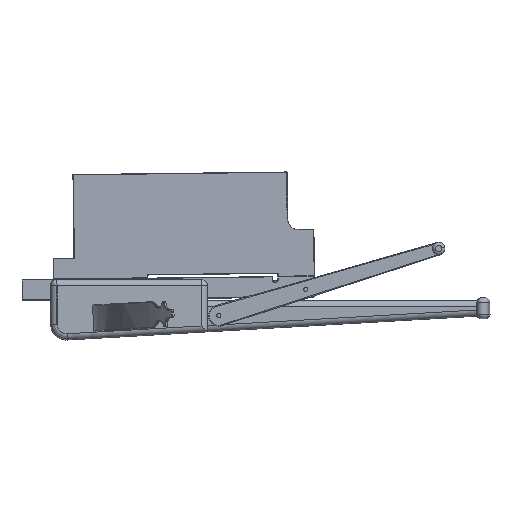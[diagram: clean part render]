
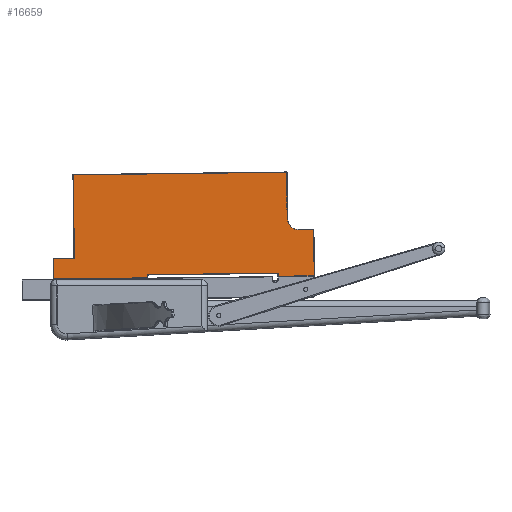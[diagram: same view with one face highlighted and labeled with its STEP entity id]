
A CAD part, top view. The second image highlights one B-rep face of the part: STEP entity #16659.
In plain terms, the highlighted face is planar.
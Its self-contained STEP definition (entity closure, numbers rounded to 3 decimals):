
#401 = CARTESIAN_POINT ( 'NONE',  ( 120.914, 64.051, 4. ) ) ;
#455 = CARTESIAN_POINT ( 'NONE',  ( 145.914, -35.349, 4. ) ) ;
#825 = CARTESIAN_POINT ( 'NONE',  ( 145.914, 9.351, 4. ) ) ;
#870 = DIRECTION ( 'NONE',  ( 1., 0., 0. ) ) ;
#909 = CIRCLE ( 'NONE', #28847, 10.3 ) ;
#992 = CARTESIAN_POINT ( 'NONE',  ( -14.086, -35.349, 4. ) ) ;
#1324 = CARTESIAN_POINT ( 'NONE',  ( 120.577, 45.173, 4. ) ) ;
#1424 = CARTESIAN_POINT ( 'NONE',  ( 131.277, 9.051, 4. ) ) ;
#1504 = EDGE_CURVE ( 'NONE', #1862, #11381, #13614, .T. ) ;
#1853 = CARTESIAN_POINT ( 'NONE',  ( -103.486, -35.649, 4. ) ) ;
#1862 = VERTEX_POINT ( 'NONE', #455 ) ;
#2749 = ORIENTED_EDGE ( 'NONE', *, *, #9497, .T. ) ;
#2884 = VERTEX_POINT ( 'NONE', #992 ) ;
#3131 = VERTEX_POINT ( 'NONE', #22340 ) ;
#3491 = VECTOR ( 'NONE', #30002, 1000. ) ;
#3699 = LINE ( 'NONE', #10537, #15539 ) ;
#3706 = CARTESIAN_POINT ( 'NONE',  ( 120.743, 50.836, 4. ) ) ;
#3763 = VECTOR ( 'NONE', #18229, 1000. ) ;
#4934 = VECTOR ( 'NONE', #12690, 1000. ) ;
#5400 = DIRECTION ( 'NONE',  ( 0., 0., 1. ) ) ;
#5514 = EDGE_CURVE ( 'NONE', #11381, #24996, #7721, .T. ) ;
#6023 = CARTESIAN_POINT ( 'NONE',  ( 120.994, 18.753, 4. ) ) ;
#6122 = CARTESIAN_POINT ( 'NONE',  ( 120.912, 60.274, 4. ) ) ;
#6457 = CARTESIAN_POINT ( 'NONE',  ( -83.486, -15.649, 4. ) ) ;
#6482 = CARTESIAN_POINT ( 'NONE',  ( -14.086, -32.649, 4. ) ) ;
#7485 = FACE_OUTER_BOUND ( 'NONE', #29080, .T. ) ;
#7721 = LINE ( 'NONE', #1424, #19562 ) ;
#7892 = VERTEX_POINT ( 'NONE', #16029 ) ;
#7993 = LINE ( 'NONE', #1853, #19818 ) ;
#8084 = CARTESIAN_POINT ( 'NONE',  ( -83.486, 64.051, 4. ) ) ;
#8729 = EDGE_CURVE ( 'NONE', #9306, #7892, #11344, .T. ) ;
#8870 = ORIENTED_EDGE ( 'NONE', *, *, #10300, .T. ) ;
#9091 = VERTEX_POINT ( 'NONE', #401 ) ;
#9306 = VERTEX_POINT ( 'NONE', #8084 ) ;
#9497 = EDGE_CURVE ( 'NONE', #24996, #27327, #909, .T. ) ;
#9778 = LINE ( 'NONE', #15814, #21647 ) ;
#9833 = CARTESIAN_POINT ( 'NONE',  ( -103.486, -15.949, 4. ) ) ;
#10051 = LINE ( 'NONE', #6482, #3763 ) ;
#10128 = AXIS2_PLACEMENT_3D ( 'NONE', #14797, #5400, #21951 ) ;
#10300 = EDGE_CURVE ( 'NONE', #27327, #9091, #21266, .T. ) ;
#10528 = CARTESIAN_POINT ( 'NONE',  ( 131.277, 19.351, 4. ) ) ;
#10537 = CARTESIAN_POINT ( 'NONE',  ( -13.786, -35.349, 4. ) ) ;
#10743 = CARTESIAN_POINT ( 'NONE',  ( 120.445, 31.957, 4. ) ) ;
#10751 = DIRECTION ( 'NONE',  ( 1., 0., 0. ) ) ;
#11344 = LINE ( 'NONE', #6457, #29473 ) ;
#11381 = VERTEX_POINT ( 'NONE', #16080 ) ;
#11643 = VECTOR ( 'NONE', #12517, 1000. ) ;
#12104 = ORIENTED_EDGE ( 'NONE', *, *, #8729, .T. ) ;
#12517 = DIRECTION ( 'NONE',  ( 0., -1., 0. ) ) ;
#12542 = ORIENTED_EDGE ( 'NONE', *, *, #15550, .T. ) ;
#12638 = DIRECTION ( 'NONE',  ( 0., 1., 0. ) ) ;
#12690 = DIRECTION ( 'NONE',  ( 1., 0., 0. ) ) ;
#12945 = DIRECTION ( 'NONE',  ( 1., 0., 0. ) ) ;
#13149 = CARTESIAN_POINT ( 'NONE',  ( 120.411, 37.623, 4. ) ) ;
#13614 = LINE ( 'NONE', #825, #19157 ) ;
#14237 = ORIENTED_EDGE ( 'NONE', *, *, #14314, .T. ) ;
#14313 = EDGE_CURVE ( 'NONE', #9091, #9306, #16803, .T. ) ;
#14314 = EDGE_CURVE ( 'NONE', #7892, #20014, #9778, .T. ) ;
#14797 = CARTESIAN_POINT ( 'NONE',  ( 131.277, 19.351, 4. ) ) ;
#14839 = ORIENTED_EDGE ( 'NONE', *, *, #25904, .T. ) ;
#14892 = CARTESIAN_POINT ( 'NONE',  ( 111.514, -35.649, 4. ) ) ;
#15491 = CARTESIAN_POINT ( 'NONE',  ( 120.519, 43.286, 4. ) ) ;
#15539 = VECTOR ( 'NONE', #10751, 1000. ) ;
#15550 = EDGE_CURVE ( 'NONE', #25980, #3131, #29337, .T. ) ;
#15814 = CARTESIAN_POINT ( 'NONE',  ( -103.786, -15.949, 4. ) ) ;
#16029 = CARTESIAN_POINT ( 'NONE',  ( -83.486, -15.949, 4. ) ) ;
#16080 = CARTESIAN_POINT ( 'NONE',  ( 145.914, 9.051, 4. ) ) ;
#16137 = CARTESIAN_POINT ( 'NONE',  ( 111.514, -35.349, 4. ) ) ;
#16659 = ADVANCED_FACE ( 'NONE', ( #7485 ), #17067, .T. ) ;
#16803 = LINE ( 'NONE', #27634, #3491 ) ;
#17067 = PLANE ( 'NONE',  #10128 ) ;
#17541 = CARTESIAN_POINT ( 'NONE',  ( 131.277, 9.051, 4. ) ) ;
#17872 = CARTESIAN_POINT ( 'NONE',  ( 120.689, 48.948, 4. ) ) ;
#17914 = LINE ( 'NONE', #14892, #11643 ) ;
#17968 = DIRECTION ( 'NONE',  ( -1., 0., 0. ) ) ;
#17972 = ORIENTED_EDGE ( 'NONE', *, *, #1504, .T. ) ;
#18159 = ORIENTED_EDGE ( 'NONE', *, *, #21919, .T. ) ;
#18192 = DIRECTION ( 'NONE',  ( -1., 0., 0. ) ) ;
#18229 = DIRECTION ( 'NONE',  ( 0., 1., 0. ) ) ;
#18359 = EDGE_CURVE ( 'NONE', #26637, #2884, #3699, .T. ) ;
#19157 = VECTOR ( 'NONE', #12638, 1000. ) ;
#19562 = VECTOR ( 'NONE', #17968, 1000. ) ;
#19818 = VECTOR ( 'NONE', #30089, 1000. ) ;
#20014 = VERTEX_POINT ( 'NONE', #9833 ) ;
#20165 = CARTESIAN_POINT ( 'NONE',  ( 120.775, 22.524, 4. ) ) ;
#20263 = CARTESIAN_POINT ( 'NONE',  ( 120.871, 56.499, 4. ) ) ;
#20622 = CARTESIAN_POINT ( 'NONE',  ( -103.486, -35.349, 4. ) ) ;
#20715 = ORIENTED_EDGE ( 'NONE', *, *, #5514, .T. ) ;
#21162 = ORIENTED_EDGE ( 'NONE', *, *, #14313, .T. ) ;
#21266 = B_SPLINE_CURVE_WITH_KNOTS ( 'NONE', 3,
 ( #6023, #20165, #24937, #10743, #27305, #13149, #29666, #15491, #1324, #17872, #3706, #20263, #6122, #22673 ),
 .UNSPECIFIED., .F., .F.,
 ( 4, 2, 2, 2, 2, 2, 4 ),
 ( 0., 0.011, 0.017, 0.023, 0.028, 0.034, 0.045 ),
 .UNSPECIFIED. ) ;
#21647 = VECTOR ( 'NONE', #18192, 1000. ) ;
#21919 = EDGE_CURVE ( 'NONE', #22531, #1862, #28072, .T. ) ;
#21951 = DIRECTION ( 'NONE',  ( 1., 0., 0. ) ) ;
#22340 = CARTESIAN_POINT ( 'NONE',  ( 111.514, -32.349, 4. ) ) ;
#22531 = VERTEX_POINT ( 'NONE', #16137 ) ;
#22673 = CARTESIAN_POINT ( 'NONE',  ( 120.914, 64.051, 4. ) ) ;
#23001 = DIRECTION ( 'NONE',  ( 0., -1., 0. ) ) ;
#23408 = ORIENTED_EDGE ( 'NONE', *, *, #24649, .T. ) ;
#24649 = EDGE_CURVE ( 'NONE', #20014, #26637, #7993, .T. ) ;
#24937 = CARTESIAN_POINT ( 'NONE',  ( 120.594, 26.295, 4. ) ) ;
#24996 = VERTEX_POINT ( 'NONE', #17541 ) ;
#25035 = CARTESIAN_POINT ( 'NONE',  ( -14.086, -32.349, 4. ) ) ;
#25784 = ORIENTED_EDGE ( 'NONE', *, *, #29318, .T. ) ;
#25904 = EDGE_CURVE ( 'NONE', #3131, #22531, #17914, .T. ) ;
#25980 = VERTEX_POINT ( 'NONE', #25035 ) ;
#26597 = VECTOR ( 'NONE', #870, 1000. ) ;
#26637 = VERTEX_POINT ( 'NONE', #20622 ) ;
#26869 = CARTESIAN_POINT ( 'NONE',  ( 120.994, 18.753, 4. ) ) ;
#27102 = DIRECTION ( 'NONE',  ( 0., 0., -1. ) ) ;
#27305 = CARTESIAN_POINT ( 'NONE',  ( 120.416, 33.845, 4. ) ) ;
#27327 = VERTEX_POINT ( 'NONE', #26869 ) ;
#27634 = CARTESIAN_POINT ( 'NONE',  ( -83.786, 64.051, 4. ) ) ;
#28072 = LINE ( 'NONE', #29206, #26597 ) ;
#28847 = AXIS2_PLACEMENT_3D ( 'NONE', #10528, #27102, #12945 ) ;
#29080 = EDGE_LOOP ( 'NONE', ( #12542, #14839, #18159, #17972, #20715, #2749, #8870, #21162, #12104, #14237, #23408, #29617, #25784 ) ) ;
#29206 = CARTESIAN_POINT ( 'NONE',  ( 146.214, -35.349, 4. ) ) ;
#29216 = CARTESIAN_POINT ( 'NONE',  ( 111.214, -32.349, 4. ) ) ;
#29318 = EDGE_CURVE ( 'NONE', #2884, #25980, #10051, .T. ) ;
#29337 = LINE ( 'NONE', #29216, #4934 ) ;
#29473 = VECTOR ( 'NONE', #23001, 1000. ) ;
#29617 = ORIENTED_EDGE ( 'NONE', *, *, #18359, .T. ) ;
#29666 = CARTESIAN_POINT ( 'NONE',  ( 120.436, 39.511, 4. ) ) ;
#30002 = DIRECTION ( 'NONE',  ( -1., 0., 0. ) ) ;
#30089 = DIRECTION ( 'NONE',  ( 0., -1., 0. ) ) ;
